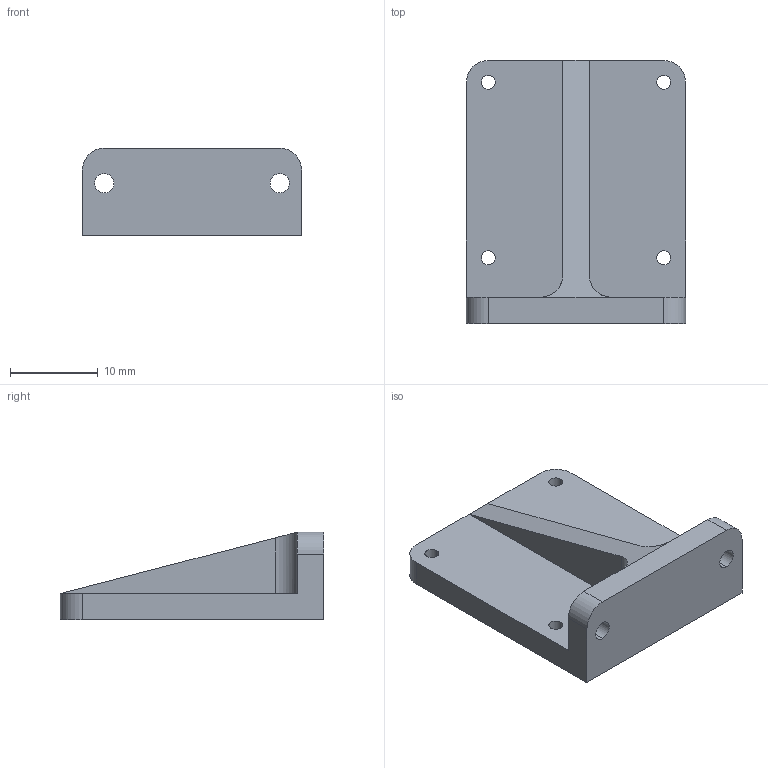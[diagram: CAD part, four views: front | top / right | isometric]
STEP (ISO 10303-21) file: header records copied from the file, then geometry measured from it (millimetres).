
FILE_DESCRIPTION (( 'STEP AP203' ), '1' );
FILE_NAME ('1.6.9.1_ZSJ-Z025_25mm直角转接板，带M2螺孔和M2沉头孔.STEP', '2022-08-26T02:00:34', ( '' ), ( '' ), 'SwSTEP 2.0', 'SolidWorks 2021', '' );
FILE_SCHEMA (( 'CONFIG_CONTROL_DESIGN' ));
Length unit declared in the file: millimetre
Products named in the file (1): 1.6.9.1_ZSJ-Z025_25mm直角转接板，带M2螺孔和M2沉头孔
Bounding box: 25 x 30 x 10 mm (x, y, z)
Volume: 2987.6 mm3; surface area: 2441.4 mm2
Topology: 1 solids, 1 shells, 37 faces, 95 edges, 62 vertices
Faces by surface type: cylinder 22, plane 15
Entity records: 1240 total; most frequent: DIRECTION 211, CARTESIAN_POINT 201, ORIENTED_EDGE 190, EDGE_CURVE 95, AXIS2_PLACEMENT_3D 80, VERTEX_POINT 62, VECTOR 51, LINE 51
